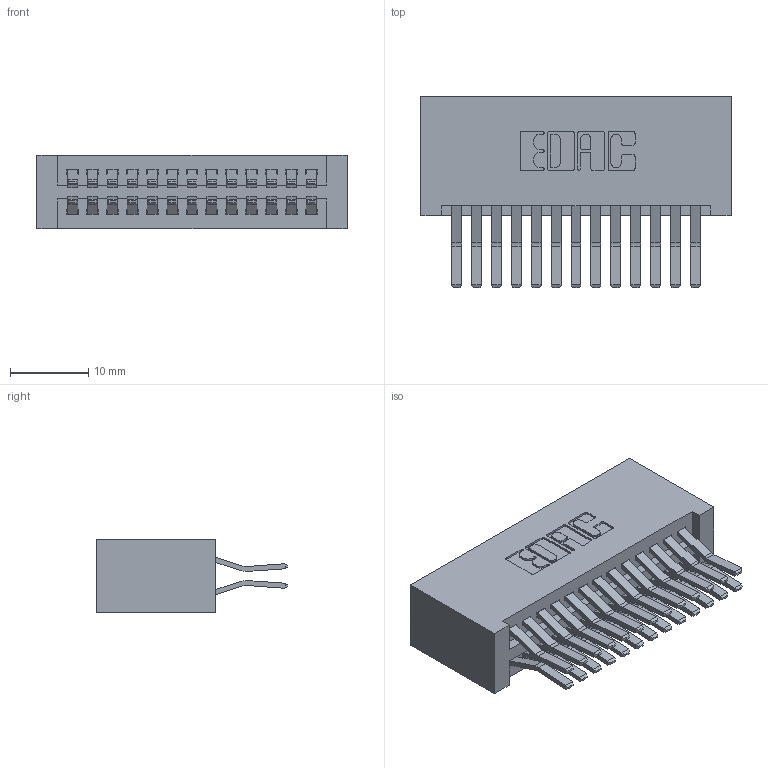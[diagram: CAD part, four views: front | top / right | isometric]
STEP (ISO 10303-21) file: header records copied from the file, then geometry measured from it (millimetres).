
FILE_DESCRIPTION (( 'STEP AP203' ), '1' );
FILE_NAME ('345-026-560-201.STEP', '2018-08-22T04:16:40', ( '' ), ( '' ), 'SwSTEP 2.0', 'SolidWorks 2016', '' );
FILE_SCHEMA (( 'CONFIG_CONTROL_DESIGN' ));
Length unit declared in the file: inch
Products named in the file (3): 345 Part_No Mounting Lugs; 345-292-001_560 Tail; 345-026-560-201
Assembly tree (27 placements, depth 2):
  345-026-560-201
    345 Part_No Mounting Lugs
    345-292-001_560 Tail  x26
Bounding box: 39.62 x 24.45 x 9.4 mm (x, y, z)
Volume: 4366.3 mm3; surface area: 6634 mm2
Topology: 27 solids, 27 shells, 1470 faces, 4347 edges, 2862 vertices
Faces by surface type: plane 934, cylinder 536
Entity records: 13915 total; most frequent: CARTESIAN_POINT 2360, ORIENTED_EDGE 2294, DIRECTION 2115, EDGE_CURVE 1147, VECTOR 967, LINE 967, VERTEX_POINT 762, AXIS2_PLACEMENT_3D 574
